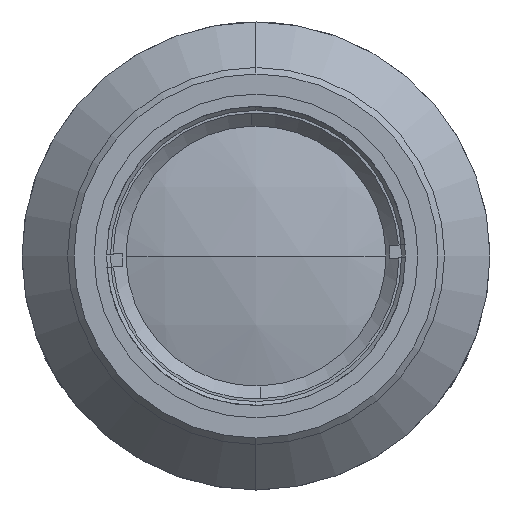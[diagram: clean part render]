
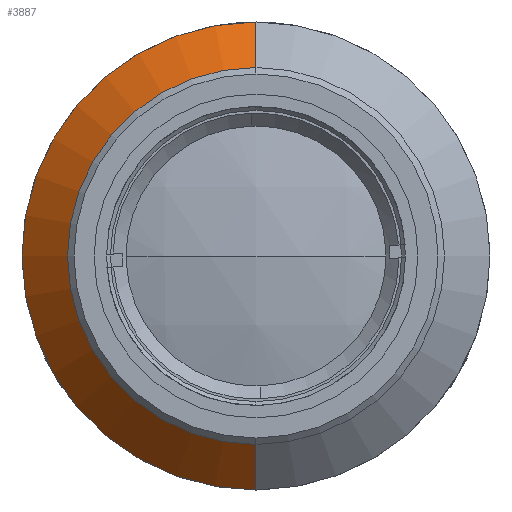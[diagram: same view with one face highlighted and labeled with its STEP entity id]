
A CAD part, left-side view. The second image highlights one B-rep face of the part: STEP entity #3887.
In plain terms, the highlighted conical face has half-angle 45 degrees and reference radius 18 mm.
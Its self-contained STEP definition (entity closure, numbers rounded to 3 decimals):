
#78 = CIRCLE ( 'NONE', #940, 18. ) ;
#182 = AXIS2_PLACEMENT_3D ( 'NONE', #3847, #513, #2001 ) ;
#230 = VERTEX_POINT ( 'NONE', #586 ) ;
#286 = FACE_OUTER_BOUND ( 'NONE', #2207, .T. ) ;
#513 = DIRECTION ( 'NONE',  ( -1., 0., 0. ) ) ;
#586 = CARTESIAN_POINT ( 'NONE',  ( 23.499, 0., 18. ) ) ;
#753 = DIRECTION ( 'NONE',  ( 0., 0., 1. ) ) ;
#793 = LINE ( 'NONE', #1460, #2276 ) ;
#940 = AXIS2_PLACEMENT_3D ( 'NONE', #1223, #2732, #753 ) ;
#1038 = EDGE_CURVE ( 'NONE', #2995, #230, #4429, .T. ) ;
#1075 = CARTESIAN_POINT ( 'NONE',  ( 23.499, 0., 18. ) ) ;
#1119 = ORIENTED_EDGE ( 'NONE', *, *, #2309, .F. ) ;
#1223 = CARTESIAN_POINT ( 'NONE',  ( 23.499, 0., 0. ) ) ;
#1237 = VERTEX_POINT ( 'NONE', #2340 ) ;
#1460 = CARTESIAN_POINT ( 'NONE',  ( 23.499, 0., -18. ) ) ;
#1468 = DIRECTION ( 'NONE',  ( 1., 0., 0. ) ) ;
#1549 = EDGE_CURVE ( 'NONE', #2995, #4256, #2302, .T. ) ;
#1656 = ORIENTED_EDGE ( 'NONE', *, *, #4087, .T. ) ;
#1660 = AXIS2_PLACEMENT_3D ( 'NONE', #3985, #1468, #4411 ) ;
#1859 = DIRECTION ( 'NONE',  ( 0.707, 0., -0.707 ) ) ;
#2001 = DIRECTION ( 'NONE',  ( 0., 0., 1. ) ) ;
#2207 = EDGE_LOOP ( 'NONE', ( #4202, #2517, #1656, #1119 ) ) ;
#2276 = VECTOR ( 'NONE', #1859, 1000. ) ;
#2302 = CIRCLE ( 'NONE', #182, 14.5 ) ;
#2309 = EDGE_CURVE ( 'NONE', #4256, #1237, #793, .T. ) ;
#2340 = CARTESIAN_POINT ( 'NONE',  ( 23.499, 0., -18. ) ) ;
#2475 = VECTOR ( 'NONE', #4787, 1000. ) ;
#2517 = ORIENTED_EDGE ( 'NONE', *, *, #1038, .T. ) ;
#2732 = DIRECTION ( 'NONE',  ( -1., 0., 0. ) ) ;
#2995 = VERTEX_POINT ( 'NONE', #4412 ) ;
#3159 = CONICAL_SURFACE ( 'NONE', #1660, 18., 0.785 ) ;
#3847 = CARTESIAN_POINT ( 'NONE',  ( 19.999, 0., 0. ) ) ;
#3887 = ADVANCED_FACE ( 'NONE', ( #286 ), #3159, .T. ) ;
#3985 = CARTESIAN_POINT ( 'NONE',  ( 23.499, 0., 0. ) ) ;
#4074 = CARTESIAN_POINT ( 'NONE',  ( 19.999, 0., -14.5 ) ) ;
#4087 = EDGE_CURVE ( 'NONE', #230, #1237, #78, .T. ) ;
#4202 = ORIENTED_EDGE ( 'NONE', *, *, #1549, .F. ) ;
#4256 = VERTEX_POINT ( 'NONE', #4074 ) ;
#4411 = DIRECTION ( 'NONE',  ( 0., 0., -1. ) ) ;
#4412 = CARTESIAN_POINT ( 'NONE',  ( 19.999, 0., 14.5 ) ) ;
#4429 = LINE ( 'NONE', #1075, #2475 ) ;
#4787 = DIRECTION ( 'NONE',  ( 0.707, 0., 0.707 ) ) ;
